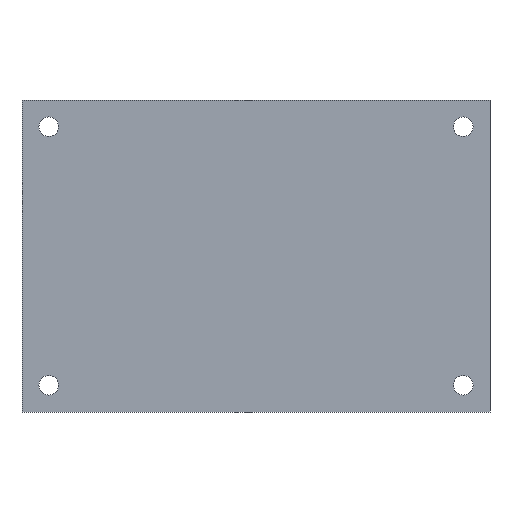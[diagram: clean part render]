
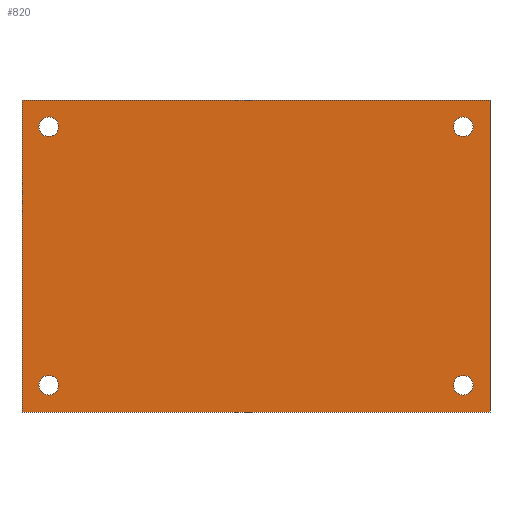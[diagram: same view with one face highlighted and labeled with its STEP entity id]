
A CAD part, front view. The second image highlights one B-rep face of the part: STEP entity #820.
In plain terms, the highlighted planar face has unit normal (0, -1, 0).
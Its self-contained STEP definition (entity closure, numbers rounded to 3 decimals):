
#46 = CIRCLE ( 'NONE', #5775, 2.2 ) ;
#70 = ORIENTED_EDGE ( 'NONE', *, *, #599, .F. ) ;
#101 = DIRECTION ( 'NONE',  ( 0., 0., 1. ) ) ;
#316 = CIRCLE ( 'NONE', #3884, 2.2 ) ;
#330 = CARTESIAN_POINT ( 'NONE',  ( 0., 0., 70. ) ) ;
#345 = EDGE_CURVE ( 'NONE', #3105, #4031, #3768, .T. ) ;
#390 = FACE_BOUND ( 'NONE', #5617, .T. ) ;
#440 = EDGE_CURVE ( 'NONE', #2815, #5122, #316, .T. ) ;
#478 = CIRCLE ( 'NONE', #1719, 2.2 ) ;
#527 = DIRECTION ( 'NONE',  ( 0., 1., 0. ) ) ;
#530 = DIRECTION ( 'NONE',  ( 0., 1., 0. ) ) ;
#597 = CARTESIAN_POINT ( 'NONE',  ( 99., 0., 6. ) ) ;
#599 = EDGE_CURVE ( 'NONE', #6779, #2827, #2415, .T. ) ;
#624 = CIRCLE ( 'NONE', #5603, 2.2 ) ;
#690 = CARTESIAN_POINT ( 'NONE',  ( 99., 0., 64. ) ) ;
#820 = ADVANCED_FACE ( 'NONE', ( #1835, #824, #6107, #390, #4174 ), #3289, .F. ) ;
#824 = FACE_BOUND ( 'NONE', #5131, .T. ) ;
#874 = EDGE_CURVE ( 'NONE', #5872, #5934, #478, .T. ) ;
#1109 = CARTESIAN_POINT ( 'NONE',  ( 6., 0., 64. ) ) ;
#1118 = AXIS2_PLACEMENT_3D ( 'NONE', #6247, #6270, #6777 ) ;
#1250 = CARTESIAN_POINT ( 'NONE',  ( 0., 0., 70. ) ) ;
#1260 = VECTOR ( 'NONE', #4150, 1000. ) ;
#1317 = CARTESIAN_POINT ( 'NONE',  ( 105., 0., 70. ) ) ;
#1342 = ORIENTED_EDGE ( 'NONE', *, *, #5450, .T. ) ;
#1416 = CARTESIAN_POINT ( 'NONE',  ( 6., 0., 61.8 ) ) ;
#1507 = LINE ( 'NONE', #4731, #1260 ) ;
#1557 = VERTEX_POINT ( 'NONE', #6237 ) ;
#1582 = AXIS2_PLACEMENT_3D ( 'NONE', #1109, #527, #6440 ) ;
#1608 = DIRECTION ( 'NONE',  ( 0., 0., 1. ) ) ;
#1630 = VECTOR ( 'NONE', #2655, 1000. ) ;
#1690 = CARTESIAN_POINT ( 'NONE',  ( 6., 0., 66.2 ) ) ;
#1712 = EDGE_CURVE ( 'NONE', #4031, #3105, #46, .T. ) ;
#1719 = AXIS2_PLACEMENT_3D ( 'NONE', #690, #5594, #2846 ) ;
#1835 = FACE_BOUND ( 'NONE', #2534, .T. ) ;
#1873 = DIRECTION ( 'NONE',  ( 0., 1., 0. ) ) ;
#2132 = DIRECTION ( 'NONE',  ( 0., 1., 0. ) ) ;
#2150 = ORIENTED_EDGE ( 'NONE', *, *, #6550, .T. ) ;
#2213 = CARTESIAN_POINT ( 'NONE',  ( 0., 0., 0. ) ) ;
#2340 = EDGE_CURVE ( 'NONE', #5122, #2815, #624, .T. ) ;
#2353 = DIRECTION ( 'NONE',  ( 0., 1., 0. ) ) ;
#2415 = LINE ( 'NONE', #330, #4359 ) ;
#2534 = EDGE_LOOP ( 'NONE', ( #4509, #6686 ) ) ;
#2637 = EDGE_CURVE ( 'NONE', #2827, #5552, #6495, .T. ) ;
#2651 = CARTESIAN_POINT ( 'NONE',  ( 0., 0., 70. ) ) ;
#2655 = DIRECTION ( 'NONE',  ( 0., 0., -1. ) ) ;
#2815 = VERTEX_POINT ( 'NONE', #3444 ) ;
#2827 = VERTEX_POINT ( 'NONE', #1317 ) ;
#2846 = DIRECTION ( 'NONE',  ( 0., 0., 1. ) ) ;
#2949 = LINE ( 'NONE', #2213, #4554 ) ;
#3019 = CARTESIAN_POINT ( 'NONE',  ( 99., 0., 6. ) ) ;
#3037 = VERTEX_POINT ( 'NONE', #6897 ) ;
#3105 = VERTEX_POINT ( 'NONE', #1690 ) ;
#3281 = CARTESIAN_POINT ( 'NONE',  ( 6., 0., 64. ) ) ;
#3289 = PLANE ( 'NONE',  #4011 ) ;
#3297 = CARTESIAN_POINT ( 'NONE',  ( 6., 0., 6. ) ) ;
#3444 = CARTESIAN_POINT ( 'NONE',  ( 99., 0., 8.2 ) ) ;
#3505 = ORIENTED_EDGE ( 'NONE', *, *, #1712, .T. ) ;
#3514 = ORIENTED_EDGE ( 'NONE', *, *, #345, .T. ) ;
#3701 = CARTESIAN_POINT ( 'NONE',  ( 105., 0., 70. ) ) ;
#3714 = CARTESIAN_POINT ( 'NONE',  ( 6., 0., 3.8 ) ) ;
#3717 = CARTESIAN_POINT ( 'NONE',  ( 99., 0., 64. ) ) ;
#3768 = CIRCLE ( 'NONE', #1582, 2.2 ) ;
#3884 = AXIS2_PLACEMENT_3D ( 'NONE', #3019, #1873, #5632 ) ;
#3944 = ORIENTED_EDGE ( 'NONE', *, *, #440, .T. ) ;
#4011 = AXIS2_PLACEMENT_3D ( 'NONE', #1250, #2353, #4496 ) ;
#4014 = ORIENTED_EDGE ( 'NONE', *, *, #2637, .F. ) ;
#4031 = VERTEX_POINT ( 'NONE', #1416 ) ;
#4150 = DIRECTION ( 'NONE',  ( 0., 0., -1. ) ) ;
#4174 = FACE_OUTER_BOUND ( 'NONE', #6626, .T. ) ;
#4341 = DIRECTION ( 'NONE',  ( 0., 1., 0. ) ) ;
#4359 = VECTOR ( 'NONE', #4650, 1000. ) ;
#4374 = DIRECTION ( 'NONE',  ( 0., 0., 1. ) ) ;
#4453 = ORIENTED_EDGE ( 'NONE', *, *, #5237, .T. ) ;
#4461 = CIRCLE ( 'NONE', #6245, 2.2 ) ;
#4496 = DIRECTION ( 'NONE',  ( 0., 0., 1. ) ) ;
#4509 = ORIENTED_EDGE ( 'NONE', *, *, #874, .T. ) ;
#4554 = VECTOR ( 'NONE', #5482, 1000. ) ;
#4650 = DIRECTION ( 'NONE',  ( 1., 0., 0. ) ) ;
#4731 = CARTESIAN_POINT ( 'NONE',  ( 0., 0., 70. ) ) ;
#4753 = CARTESIAN_POINT ( 'NONE',  ( 99., 0., 66.2 ) ) ;
#4805 = CARTESIAN_POINT ( 'NONE',  ( 99., 0., 61.8 ) ) ;
#4885 = ORIENTED_EDGE ( 'NONE', *, *, #5780, .T. ) ;
#4994 = CIRCLE ( 'NONE', #5308, 2.2 ) ;
#5122 = VERTEX_POINT ( 'NONE', #6133 ) ;
#5131 = EDGE_LOOP ( 'NONE', ( #3944, #5201 ) ) ;
#5201 = ORIENTED_EDGE ( 'NONE', *, *, #2340, .T. ) ;
#5237 = EDGE_CURVE ( 'NONE', #6424, #1557, #6366, .T. ) ;
#5308 = AXIS2_PLACEMENT_3D ( 'NONE', #3297, #5986, #101 ) ;
#5450 = EDGE_CURVE ( 'NONE', #3037, #5552, #2949, .T. ) ;
#5482 = DIRECTION ( 'NONE',  ( 1., 0., 0. ) ) ;
#5552 = VERTEX_POINT ( 'NONE', #6456 ) ;
#5594 = DIRECTION ( 'NONE',  ( 0., 1., 0. ) ) ;
#5603 = AXIS2_PLACEMENT_3D ( 'NONE', #597, #4341, #1608 ) ;
#5617 = EDGE_LOOP ( 'NONE', ( #3514, #3505 ) ) ;
#5632 = DIRECTION ( 'NONE',  ( 0., 0., 1. ) ) ;
#5775 = AXIS2_PLACEMENT_3D ( 'NONE', #3281, #530, #4374 ) ;
#5780 = EDGE_CURVE ( 'NONE', #6779, #3037, #1507, .T. ) ;
#5872 = VERTEX_POINT ( 'NONE', #4753 ) ;
#5897 = EDGE_LOOP ( 'NONE', ( #2150, #4453 ) ) ;
#5934 = VERTEX_POINT ( 'NONE', #4805 ) ;
#5940 = EDGE_CURVE ( 'NONE', #5934, #5872, #4461, .T. ) ;
#5986 = DIRECTION ( 'NONE',  ( 0., 1., 0. ) ) ;
#6107 = FACE_BOUND ( 'NONE', #5897, .T. ) ;
#6133 = CARTESIAN_POINT ( 'NONE',  ( 99., 0., 3.8 ) ) ;
#6237 = CARTESIAN_POINT ( 'NONE',  ( 6., 0., 8.2 ) ) ;
#6245 = AXIS2_PLACEMENT_3D ( 'NONE', #3717, #2132, #6906 ) ;
#6247 = CARTESIAN_POINT ( 'NONE',  ( 6., 0., 6. ) ) ;
#6270 = DIRECTION ( 'NONE',  ( 0., 1., 0. ) ) ;
#6366 = CIRCLE ( 'NONE', #1118, 2.2 ) ;
#6424 = VERTEX_POINT ( 'NONE', #3714 ) ;
#6440 = DIRECTION ( 'NONE',  ( 0., 0., 1. ) ) ;
#6456 = CARTESIAN_POINT ( 'NONE',  ( 105., 0., 0. ) ) ;
#6495 = LINE ( 'NONE', #3701, #1630 ) ;
#6550 = EDGE_CURVE ( 'NONE', #1557, #6424, #4994, .T. ) ;
#6626 = EDGE_LOOP ( 'NONE', ( #1342, #4014, #70, #4885 ) ) ;
#6686 = ORIENTED_EDGE ( 'NONE', *, *, #5940, .T. ) ;
#6777 = DIRECTION ( 'NONE',  ( 0., 0., 1. ) ) ;
#6779 = VERTEX_POINT ( 'NONE', #2651 ) ;
#6897 = CARTESIAN_POINT ( 'NONE',  ( 0., 0., 0. ) ) ;
#6906 = DIRECTION ( 'NONE',  ( 0., 0., 1. ) ) ;
